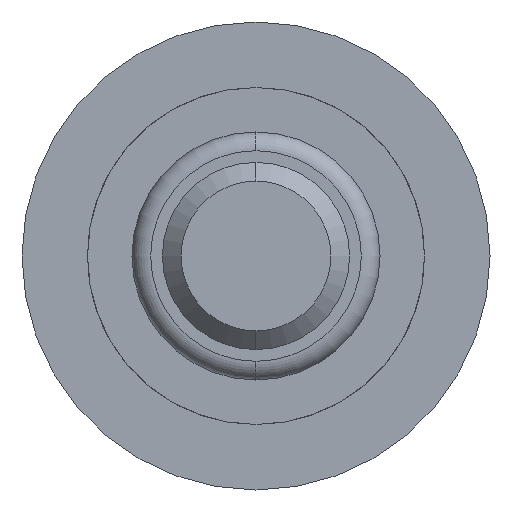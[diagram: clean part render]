
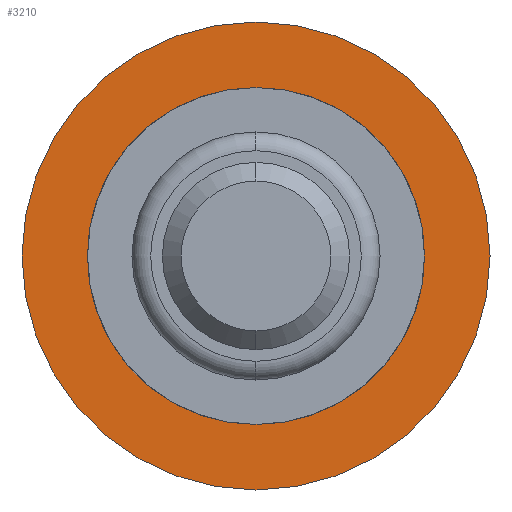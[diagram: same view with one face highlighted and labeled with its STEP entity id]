
A CAD part, front view. The second image highlights one B-rep face of the part: STEP entity #3210.
In plain terms, the highlighted planar face has unit normal (0, -1, 0).
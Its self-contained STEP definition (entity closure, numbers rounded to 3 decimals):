
#21 = VERTEX_POINT ( 'NONE', #4560 ) ;
#68 = CARTESIAN_POINT ( 'NONE',  ( 0., 5.5, 1.075 ) ) ;
#99 = DIRECTION ( 'NONE',  ( 0., 0., -1. ) ) ;
#136 = EDGE_CURVE ( 'Defeature ausgef�hrt4_32+Defeature ausgef�hrt4_24+Defeature ausgef�hrt4_24+Defeature ausgef�hrt4_24', #21, #2593, #4796, .T. ) ;
#218 = VECTOR ( 'NONE', #1778, 1000. ) ;
#356 = ORIENTED_EDGE ( 'NONE', *, *, #3239, .F. ) ;
#504 = DIRECTION ( 'NONE',  ( 0., 1., 0. ) ) ;
#591 = CARTESIAN_POINT ( 'NONE',  ( 0., 5.5, -1.075 ) ) ;
#609 = CARTESIAN_POINT ( 'NONE',  ( -1.655, 5.5, 0. ) ) ;
#637 = LINE ( 'NONE', #609, #218 ) ;
#836 = ORIENTED_EDGE ( 'NONE', *, *, #4593, .F. ) ;
#849 = DIRECTION ( 'NONE',  ( -0.839, 0., 0.545 ) ) ;
#893 = VERTEX_POINT ( 'NONE', #928 ) ;
#928 = CARTESIAN_POINT ( 'NONE',  ( -1.655, 5.5, 0. ) ) ;
#1011 = VECTOR ( 'NONE', #849, 1000. ) ;
#1079 = CARTESIAN_POINT ( 'NONE',  ( 1.655, 5.5, 0. ) ) ;
#1142 = AXIS2_PLACEMENT_3D ( 'NONE', #1167, #1181, #3527 ) ;
#1167 = CARTESIAN_POINT ( 'NONE',  ( 0., 5.5, 0. ) ) ;
#1181 = DIRECTION ( 'NONE',  ( 0., 1., 0. ) ) ;
#1269 = PLANE ( 'NONE',  #4774 ) ;
#1305 = EDGE_LOOP ( 'NONE', ( #4241, #2328 ) ) ;
#1597 = DIRECTION ( 'NONE',  ( 0., 0., -1. ) ) ;
#1653 = DIRECTION ( 'NONE',  ( 0., -1., 0. ) ) ;
#1778 = DIRECTION ( 'NONE',  ( -0.839, 0., -0.545 ) ) ;
#2004 = ORIENTED_EDGE ( 'NONE', *, *, #3576, .F. ) ;
#2138 = ORIENTED_EDGE ( 'NONE', *, *, #3603, .F. ) ;
#2147 = DIRECTION ( 'NONE',  ( 0.839, 0., 0.545 ) ) ;
#2194 = VECTOR ( 'NONE', #3829, 1000. ) ;
#2328 = ORIENTED_EDGE ( 'NONE', *, *, #2525, .F. ) ;
#2433 = CARTESIAN_POINT ( 'NONE',  ( 0., 5.5, 1.075 ) ) ;
#2525 = EDGE_CURVE ( 'Defeature ausgef�hrt4_32+Defeature ausgef�hrt4_24+Defeature ausgef�hrt4_24+Defeature ausgef�hrt4_24', #2593, #21, #4157, .T. ) ;
#2531 = CARTESIAN_POINT ( 'NONE',  ( 0., 5.5, 0. ) ) ;
#2593 = VERTEX_POINT ( 'NONE', #3274 ) ;
#2777 = VERTEX_POINT ( 'NONE', #68 ) ;
#3210 = ADVANCED_FACE ( 'Defeature ausgef�hrt4_24', ( #3355, #4955 ), #1269, .T. ) ;
#3239 = EDGE_CURVE ( 'Defeature ausgef�hrt4_26+Defeature ausgef�hrt4_24+Defeature ausgef�hrt4_27+Defeature ausgef�hrt4_25', #3937, #2777, #4040, .T. ) ;
#3274 = CARTESIAN_POINT ( 'NONE',  ( 0., 5.5, 2.5 ) ) ;
#3319 = EDGE_LOOP ( 'NONE', ( #356, #836, #2138, #2004 ) ) ;
#3355 = FACE_OUTER_BOUND ( 'NONE', #1305, .T. ) ;
#3418 = CARTESIAN_POINT ( 'NONE',  ( 0., 5.5, -1.075 ) ) ;
#3527 = DIRECTION ( 'NONE',  ( 0., 0., -1. ) ) ;
#3565 = VERTEX_POINT ( 'NONE', #591 ) ;
#3576 = EDGE_CURVE ( 'Defeature ausgef�hrt4_25+Defeature ausgef�hrt4_24+Defeature ausgef�hrt4_26+Defeature ausgef�hrt4_28', #2777, #893, #637, .T. ) ;
#3603 = EDGE_CURVE ( 'Defeature ausgef�hrt4_28+Defeature ausgef�hrt4_24+Defeature ausgef�hrt4_25+Defeature ausgef�hrt4_27', #893, #3565, #4029, .T. ) ;
#3659 = VECTOR ( 'NONE', #2147, 1000. ) ;
#3829 = DIRECTION ( 'NONE',  ( 0.839, 0., -0.545 ) ) ;
#3937 = VERTEX_POINT ( 'NONE', #1079 ) ;
#4029 = LINE ( 'NONE', #3418, #2194 ) ;
#4040 = LINE ( 'NONE', #2433, #1011 ) ;
#4157 = CIRCLE ( 'NONE', #1142, 2.5 ) ;
#4241 = ORIENTED_EDGE ( 'NONE', *, *, #136, .F. ) ;
#4492 = CARTESIAN_POINT ( 'NONE',  ( 1.655, 5.5, 0. ) ) ;
#4560 = CARTESIAN_POINT ( 'NONE',  ( 0., 5.5, -2.5 ) ) ;
#4593 = EDGE_CURVE ( 'Defeature ausgef�hrt4_27+Defeature ausgef�hrt4_24+Defeature ausgef�hrt4_28+Defeature ausgef�hrt4_26', #3565, #3937, #4708, .T. ) ;
#4675 = AXIS2_PLACEMENT_3D ( 'NONE', #2531, #504, #99 ) ;
#4708 = LINE ( 'NONE', #4492, #3659 ) ;
#4774 = AXIS2_PLACEMENT_3D ( 'NONE', #4824, #1653, #1597 ) ;
#4796 = CIRCLE ( 'NONE', #4675, 2.5 ) ;
#4824 = CARTESIAN_POINT ( 'NONE',  ( 0., 5.5, 0. ) ) ;
#4955 = FACE_BOUND ( 'NONE', #3319, .T. ) ;
